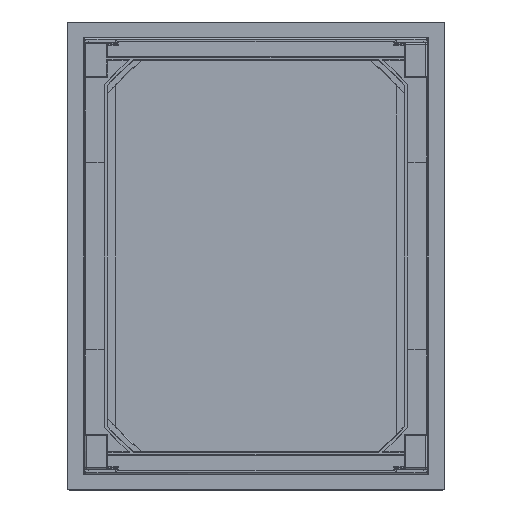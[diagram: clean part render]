
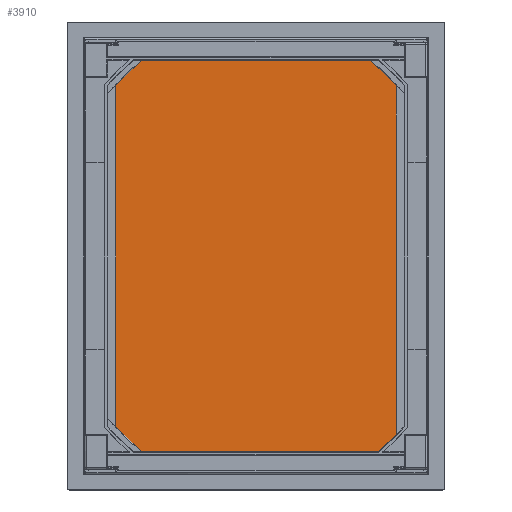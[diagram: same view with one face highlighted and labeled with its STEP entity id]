
A CAD part, front view. The second image highlights one B-rep face of the part: STEP entity #3910.
In plain terms, the highlighted planar face has unit normal (0, -1, 0).
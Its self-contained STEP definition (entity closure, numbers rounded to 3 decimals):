
#89 = FACE_OUTER_BOUND ( 'NONE', #1335, .T. ) ;
#318 = VERTEX_POINT ( 'NONE', #3911 ) ;
#353 = DIRECTION ( 'NONE',  ( -1., 0., 0. ) ) ;
#460 = EDGE_CURVE ( 'NONE', #3731, #1538, #8494, .T. ) ;
#803 = PLANE ( 'NONE',  #2306 ) ;
#1335 = EDGE_LOOP ( 'NONE', ( #6114, #1574, #3292, #6066 ) ) ;
#1538 = VERTEX_POINT ( 'NONE', #6535 ) ;
#1574 = ORIENTED_EDGE ( 'NONE', *, *, #7997, .F. ) ;
#2106 = DIRECTION ( 'NONE',  ( 0., 0., 1. ) ) ;
#2306 = AXIS2_PLACEMENT_3D ( 'NONE', #4558, #8825, #5930 ) ;
#2565 = VECTOR ( 'NONE', #2106, 1000. ) ;
#2714 = CARTESIAN_POINT ( 'NONE',  ( -96., 0., -122.5 ) ) ;
#3262 = VECTOR ( 'NONE', #353, 1000. ) ;
#3292 = ORIENTED_EDGE ( 'NONE', *, *, #460, .F. ) ;
#3422 = CARTESIAN_POINT ( 'NONE',  ( 96., 0., -122.5 ) ) ;
#3492 = LINE ( 'NONE', #4860, #6246 ) ;
#3731 = VERTEX_POINT ( 'NONE', #9377 ) ;
#3910 = ADVANCED_FACE ( 'NONE', ( #89 ), #803, .F. ) ;
#3911 = CARTESIAN_POINT ( 'NONE',  ( -96., 0., 122.5 ) ) ;
#4130 = EDGE_CURVE ( 'NONE', #318, #3731, #3492, .T. ) ;
#4558 = CARTESIAN_POINT ( 'NONE',  ( -96., 0., 122.5 ) ) ;
#4860 = CARTESIAN_POINT ( 'NONE',  ( -96., 0., 122.5 ) ) ;
#5039 = CARTESIAN_POINT ( 'NONE',  ( -96., 0., -122.5 ) ) ;
#5241 = VECTOR ( 'NONE', #6325, 1000. ) ;
#5930 = DIRECTION ( 'NONE',  ( 0., 0., 1. ) ) ;
#6066 = ORIENTED_EDGE ( 'NONE', *, *, #4130, .F. ) ;
#6114 = ORIENTED_EDGE ( 'NONE', *, *, #9252, .F. ) ;
#6196 = LINE ( 'NONE', #2714, #3262 ) ;
#6246 = VECTOR ( 'NONE', #8562, 1000. ) ;
#6325 = DIRECTION ( 'NONE',  ( 0., 0., -1. ) ) ;
#6472 = VERTEX_POINT ( 'NONE', #9261 ) ;
#6535 = CARTESIAN_POINT ( 'NONE',  ( 96., 0., -122.5 ) ) ;
#7997 = EDGE_CURVE ( 'NONE', #1538, #6472, #6196, .T. ) ;
#8029 = LINE ( 'NONE', #5039, #2565 ) ;
#8494 = LINE ( 'NONE', #3422, #5241 ) ;
#8562 = DIRECTION ( 'NONE',  ( 1., 0., 0. ) ) ;
#8825 = DIRECTION ( 'NONE',  ( 0., 1., 0. ) ) ;
#9252 = EDGE_CURVE ( 'NONE', #6472, #318, #8029, .T. ) ;
#9261 = CARTESIAN_POINT ( 'NONE',  ( -96., 0., -122.5 ) ) ;
#9377 = CARTESIAN_POINT ( 'NONE',  ( 96., 0., 122.5 ) ) ;
